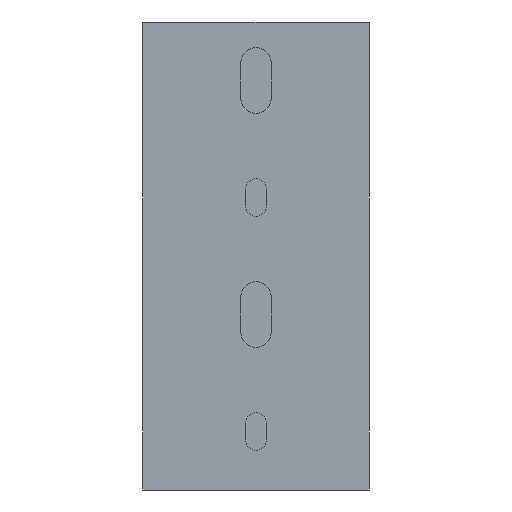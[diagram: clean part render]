
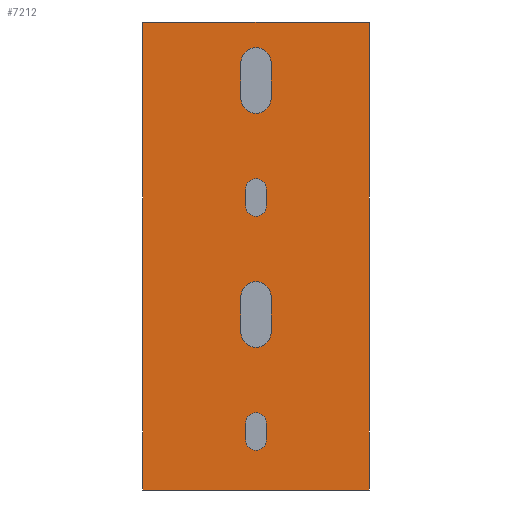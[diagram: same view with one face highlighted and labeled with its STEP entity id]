
A CAD part, front view. The second image highlights one B-rep face of the part: STEP entity #7212.
In plain terms, the highlighted planar face has unit normal (0, -1, 0).
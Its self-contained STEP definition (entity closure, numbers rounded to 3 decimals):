
#390=DIRECTION('',(-1.,0.,0.));
#391=VECTOR('',#390,48.5);
#392=CARTESIAN_POINT('',(24.25,0.,100.));
#393=LINE('',#392,#391);
#727=DIRECTION('',(0.,0.,1.));
#728=VECTOR('',#727,100.);
#729=CARTESIAN_POINT('',(24.25,0.,0.));
#730=LINE('',#729,#728);
#2866=DIRECTION('',(-1.,0.,0.));
#2867=VECTOR('',#2866,48.5);
#2868=CARTESIAN_POINT('',(24.25,0.,0.));
#2869=LINE('',#2868,#2867);
#2873=DIRECTION('',(0.,0.,1.));
#2874=VECTOR('',#2873,100.);
#2875=CARTESIAN_POINT('',(-24.25,0.,0.));
#2876=LINE('',#2875,#2874);
#2880=CARTESIAN_POINT('',(0.,0.,8.75));
#2881=DIRECTION('',(0.,1.,0.));
#2882=DIRECTION('',(1.,0.,0.));
#2883=AXIS2_PLACEMENT_3D('',#2880,#2881,#2882);
#2888=DIRECTION('',(0.,0.,-1.));
#2889=VECTOR('',#2888,7.5);
#2890=CARTESIAN_POINT('',(3.25,0.,16.25));
#2891=LINE('',#2890,#2889);
#2895=CARTESIAN_POINT('',(0.,0.,16.25));
#2896=DIRECTION('',(0.,1.,0.));
#2897=DIRECTION('',(-1.,0.,0.));
#2898=AXIS2_PLACEMENT_3D('',#2895,#2896,#2897);
#2903=DIRECTION('',(0.,0.,1.));
#2904=VECTOR('',#2903,7.5);
#2905=CARTESIAN_POINT('',(-3.25,0.,8.75));
#2906=LINE('',#2905,#2904);
#2910=CARTESIAN_POINT('',(0.,0.,35.75));
#2911=DIRECTION('',(0.,1.,0.));
#2912=DIRECTION('',(1.,0.,0.));
#2913=AXIS2_PLACEMENT_3D('',#2910,#2911,#2912);
#2918=DIRECTION('',(0.,0.,-1.));
#2919=VECTOR('',#2918,3.5);
#2920=CARTESIAN_POINT('',(2.25,0.,39.25));
#2921=LINE('',#2920,#2919);
#2925=CARTESIAN_POINT('',(0.,0.,39.25));
#2926=DIRECTION('',(0.,1.,0.));
#2927=DIRECTION('',(-1.,0.,0.));
#2928=AXIS2_PLACEMENT_3D('',#2925,#2926,#2927);
#2933=DIRECTION('',(0.,0.,1.));
#2934=VECTOR('',#2933,3.5);
#2935=CARTESIAN_POINT('',(-2.25,0.,35.75));
#2936=LINE('',#2935,#2934);
#2940=CARTESIAN_POINT('',(0.,0.,58.75));
#2941=DIRECTION('',(0.,1.,0.));
#2942=DIRECTION('',(1.,0.,0.));
#2943=AXIS2_PLACEMENT_3D('',#2940,#2941,#2942);
#2948=DIRECTION('',(0.,0.,-1.));
#2949=VECTOR('',#2948,7.5);
#2950=CARTESIAN_POINT('',(3.25,0.,66.25));
#2951=LINE('',#2950,#2949);
#2955=CARTESIAN_POINT('',(0.,0.,66.25));
#2956=DIRECTION('',(0.,1.,0.));
#2957=DIRECTION('',(-1.,0.,0.));
#2958=AXIS2_PLACEMENT_3D('',#2955,#2956,#2957);
#2963=DIRECTION('',(0.,0.,1.));
#2964=VECTOR('',#2963,7.5);
#2965=CARTESIAN_POINT('',(-3.25,0.,58.75));
#2966=LINE('',#2965,#2964);
#2970=CARTESIAN_POINT('',(0.,0.,85.75));
#2971=DIRECTION('',(0.,1.,0.));
#2972=DIRECTION('',(1.,0.,0.));
#2973=AXIS2_PLACEMENT_3D('',#2970,#2971,#2972);
#2978=DIRECTION('',(0.,0.,-1.));
#2979=VECTOR('',#2978,3.5);
#2980=CARTESIAN_POINT('',(2.25,0.,89.25));
#2981=LINE('',#2980,#2979);
#2985=CARTESIAN_POINT('',(0.,0.,89.25));
#2986=DIRECTION('',(0.,1.,0.));
#2987=DIRECTION('',(-1.,0.,0.));
#2988=AXIS2_PLACEMENT_3D('',#2985,#2986,#2987);
#2993=DIRECTION('',(0.,0.,1.));
#2994=VECTOR('',#2993,3.5);
#2995=CARTESIAN_POINT('',(-2.25,0.,85.75));
#2996=LINE('',#2995,#2994);
#4067=CARTESIAN_POINT('',(3.25,0.,8.75));
#4068=CARTESIAN_POINT('',(-3.25,0.,8.75));
#4069=VERTEX_POINT('',#4067);
#4070=VERTEX_POINT('',#4068);
#4071=CARTESIAN_POINT('',(-3.25,0.,16.25));
#4072=VERTEX_POINT('',#4071);
#4073=CARTESIAN_POINT('',(3.25,0.,16.25));
#4074=VERTEX_POINT('',#4073);
#4075=CARTESIAN_POINT('',(2.25,0.,35.75));
#4076=CARTESIAN_POINT('',(-2.25,0.,35.75));
#4077=VERTEX_POINT('',#4075);
#4078=VERTEX_POINT('',#4076);
#4079=CARTESIAN_POINT('',(-2.25,0.,39.25));
#4080=VERTEX_POINT('',#4079);
#4081=CARTESIAN_POINT('',(2.25,0.,39.25));
#4082=VERTEX_POINT('',#4081);
#4099=CARTESIAN_POINT('',(3.25,0.,58.75));
#4100=CARTESIAN_POINT('',(-3.25,0.,58.75));
#4101=VERTEX_POINT('',#4099);
#4102=VERTEX_POINT('',#4100);
#4103=CARTESIAN_POINT('',(-3.25,0.,66.25));
#4104=VERTEX_POINT('',#4103);
#4105=CARTESIAN_POINT('',(3.25,0.,66.25));
#4106=VERTEX_POINT('',#4105);
#4107=CARTESIAN_POINT('',(2.25,0.,85.75));
#4108=CARTESIAN_POINT('',(-2.25,0.,85.75));
#4109=VERTEX_POINT('',#4107);
#4110=VERTEX_POINT('',#4108);
#4111=CARTESIAN_POINT('',(-2.25,0.,89.25));
#4112=VERTEX_POINT('',#4111);
#4113=CARTESIAN_POINT('',(2.25,0.,89.25));
#4114=VERTEX_POINT('',#4113);
#4259=CARTESIAN_POINT('',(-24.25,0.,0.));
#4260=CARTESIAN_POINT('',(-24.25,0.,100.));
#4261=VERTEX_POINT('',#4259);
#4262=VERTEX_POINT('',#4260);
#4267=CARTESIAN_POINT('',(24.25,0.,0.));
#4268=CARTESIAN_POINT('',(24.25,0.,100.));
#4269=VERTEX_POINT('',#4267);
#4270=VERTEX_POINT('',#4268);
#7161=CARTESIAN_POINT('',(-24.25,0.,0.));
#7162=DIRECTION('',(0.,-1.,0.));
#7163=DIRECTION('',(1.,0.,0.));
#7164=AXIS2_PLACEMENT_3D('',#7161,#7162,#7163);
#7165=PLANE('',#7164);
#7166=ORIENTED_EDGE('',*,*,#4966,.F.);
#7167=ORIENTED_EDGE('',*,*,#5350,.F.);
#7168=ORIENTED_EDGE('',*,*,#4794,.T.);
#7169=ORIENTED_EDGE('',*,*,#7114,.T.);
#7170=EDGE_LOOP('',(#7166,#7167,#7168,#7169));
#7171=FACE_OUTER_BOUND('',#7170,.F.);
#7173=ORIENTED_EDGE('',*,*,#7172,.F.);
#7175=ORIENTED_EDGE('',*,*,#7174,.F.);
#7177=ORIENTED_EDGE('',*,*,#7176,.F.);
#7179=ORIENTED_EDGE('',*,*,#7178,.F.);
#7180=EDGE_LOOP('',(#7173,#7175,#7177,#7179));
#7181=FACE_BOUND('',#7180,.F.);
#7183=ORIENTED_EDGE('',*,*,#7182,.F.);
#7185=ORIENTED_EDGE('',*,*,#7184,.F.);
#7187=ORIENTED_EDGE('',*,*,#7186,.F.);
#7189=ORIENTED_EDGE('',*,*,#7188,.F.);
#7190=EDGE_LOOP('',(#7183,#7185,#7187,#7189));
#7191=FACE_BOUND('',#7190,.F.);
#7193=ORIENTED_EDGE('',*,*,#7192,.F.);
#7195=ORIENTED_EDGE('',*,*,#7194,.F.);
#7197=ORIENTED_EDGE('',*,*,#7196,.F.);
#7199=ORIENTED_EDGE('',*,*,#7198,.F.);
#7200=EDGE_LOOP('',(#7193,#7195,#7197,#7199));
#7201=FACE_BOUND('',#7200,.F.);
#7203=ORIENTED_EDGE('',*,*,#7202,.F.);
#7205=ORIENTED_EDGE('',*,*,#7204,.F.);
#7207=ORIENTED_EDGE('',*,*,#7206,.F.);
#7209=ORIENTED_EDGE('',*,*,#7208,.F.);
#7210=EDGE_LOOP('',(#7203,#7205,#7207,#7209));
#7211=FACE_BOUND('',#7210,.F.);
#2884=CIRCLE('',#2883,3.25);
#2899=CIRCLE('',#2898,3.25);
#2914=CIRCLE('',#2913,2.25);
#2929=CIRCLE('',#2928,2.25);
#2944=CIRCLE('',#2943,3.25);
#2959=CIRCLE('',#2958,3.25);
#2974=CIRCLE('',#2973,2.25);
#2989=CIRCLE('',#2988,2.25);
#4794=EDGE_CURVE('',#4269,#4261,#2869,.T.);
#4966=EDGE_CURVE('',#4270,#4262,#393,.T.);
#5350=EDGE_CURVE('',#4269,#4270,#730,.T.);
#7114=EDGE_CURVE('',#4261,#4262,#2876,.T.);
#7172=EDGE_CURVE('',#4069,#4070,#2884,.T.);
#7174=EDGE_CURVE('',#4074,#4069,#2891,.T.);
#7176=EDGE_CURVE('',#4072,#4074,#2899,.T.);
#7178=EDGE_CURVE('',#4070,#4072,#2906,.T.);
#7182=EDGE_CURVE('',#4077,#4078,#2914,.T.);
#7184=EDGE_CURVE('',#4082,#4077,#2921,.T.);
#7186=EDGE_CURVE('',#4080,#4082,#2929,.T.);
#7188=EDGE_CURVE('',#4078,#4080,#2936,.T.);
#7192=EDGE_CURVE('',#4101,#4102,#2944,.T.);
#7194=EDGE_CURVE('',#4106,#4101,#2951,.T.);
#7196=EDGE_CURVE('',#4104,#4106,#2959,.T.);
#7198=EDGE_CURVE('',#4102,#4104,#2966,.T.);
#7202=EDGE_CURVE('',#4109,#4110,#2974,.T.);
#7204=EDGE_CURVE('',#4114,#4109,#2981,.T.);
#7206=EDGE_CURVE('',#4112,#4114,#2989,.T.);
#7208=EDGE_CURVE('',#4110,#4112,#2996,.T.);
#7212=ADVANCED_FACE('',(#7171,#7181,#7191,#7201,#7211),#7165,.T.);
